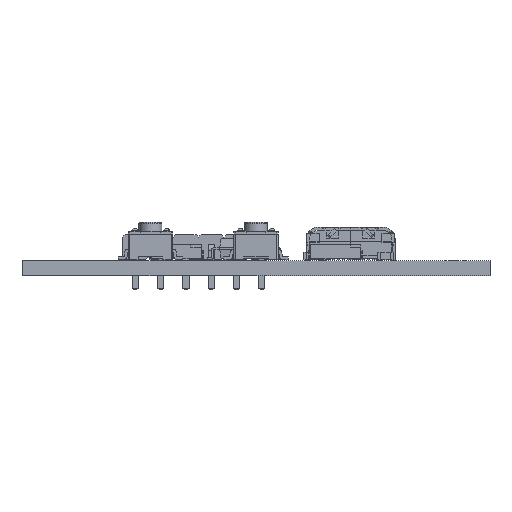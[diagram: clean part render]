
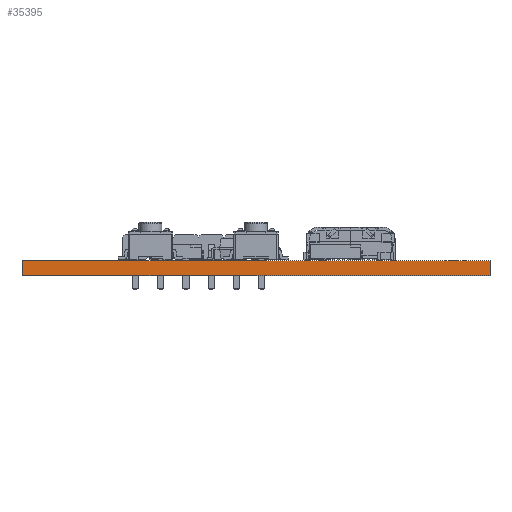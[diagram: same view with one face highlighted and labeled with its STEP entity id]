
A CAD part, front view. The second image highlights one B-rep face of the part: STEP entity #35395.
In plain terms, the highlighted planar face has unit normal (0, -1, 0).
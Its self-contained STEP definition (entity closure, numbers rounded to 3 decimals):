
#35395 = ADVANCED_FACE('',(#35396),#35430,.T.);
#35396 = FACE_BOUND('',#35397,.T.);
#35397 = EDGE_LOOP('',(#35398,#35408,#35416,#35424));
#35398 = ORIENTED_EDGE('',*,*,#35399,.T.);
#35399 = EDGE_CURVE('',#35400,#35402,#35404,.T.);
#35400 = VERTEX_POINT('',#35401);
#35401 = CARTESIAN_POINT('',(246.,-95.,0.));
#35402 = VERTEX_POINT('',#35403);
#35403 = CARTESIAN_POINT('',(246.,-95.,1.51));
#35404 = LINE('',#35405,#35406);
#35405 = CARTESIAN_POINT('',(246.,-95.,0.));
#35406 = VECTOR('',#35407,1.);
#35407 = DIRECTION('',(0.,0.,1.));
#35408 = ORIENTED_EDGE('',*,*,#35409,.T.);
#35409 = EDGE_CURVE('',#35402,#35410,#35412,.T.);
#35410 = VERTEX_POINT('',#35411);
#35411 = CARTESIAN_POINT('',(199.,-95.,1.51));
#35412 = LINE('',#35413,#35414);
#35413 = CARTESIAN_POINT('',(246.,-95.,1.51));
#35414 = VECTOR('',#35415,1.);
#35415 = DIRECTION('',(-1.,0.,0.));
#35416 = ORIENTED_EDGE('',*,*,#35417,.F.);
#35417 = EDGE_CURVE('',#35418,#35410,#35420,.T.);
#35418 = VERTEX_POINT('',#35419);
#35419 = CARTESIAN_POINT('',(199.,-95.,0.));
#35420 = LINE('',#35421,#35422);
#35421 = CARTESIAN_POINT('',(199.,-95.,0.));
#35422 = VECTOR('',#35423,1.);
#35423 = DIRECTION('',(0.,0.,1.));
#35424 = ORIENTED_EDGE('',*,*,#35425,.F.);
#35425 = EDGE_CURVE('',#35400,#35418,#35426,.T.);
#35426 = LINE('',#35427,#35428);
#35427 = CARTESIAN_POINT('',(246.,-95.,0.));
#35428 = VECTOR('',#35429,1.);
#35429 = DIRECTION('',(-1.,0.,0.));
#35430 = PLANE('',#35431);
#35431 = AXIS2_PLACEMENT_3D('',#35432,#35433,#35434);
#35432 = CARTESIAN_POINT('',(246.,-95.,0.));
#35433 = DIRECTION('',(0.,-1.,0.));
#35434 = DIRECTION('',(-1.,0.,0.));
